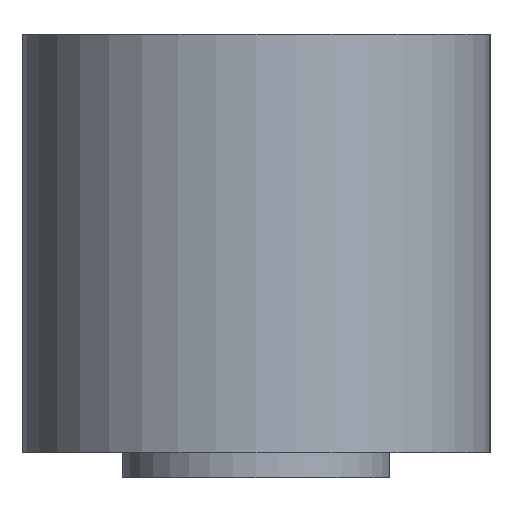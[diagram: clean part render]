
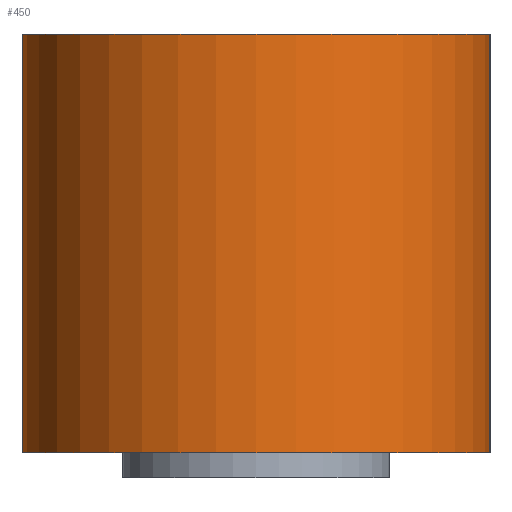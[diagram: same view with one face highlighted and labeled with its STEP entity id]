
A CAD part, left-side view. The second image highlights one B-rep face of the part: STEP entity #450.
In plain terms, the highlighted cylindrical face has radius 14 mm (diameter 28 mm), a partial arc.
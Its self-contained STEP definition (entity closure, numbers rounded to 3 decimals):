
#330=CARTESIAN_POINT('',(6.305,12.5,0.0));
#331=VERTEX_POINT('',#330);
#338=CARTESIAN_POINT('',(6.305,12.5,25.0));
#339=VERTEX_POINT('',#338);
#340=CARTESIAN_POINT('',(6.305,12.5,0.0));
#341=DIRECTION('',(0.0,0.0,1.0));
#342=VECTOR('',#341,25.0);
#343=LINE('',#340,#342);
#344=EDGE_CURVE('',#331,#339,#343,.T.);
#401=CARTESIAN_POINT('',(6.305,-12.5,0.0));
#402=VERTEX_POINT('',#401);
#410=CARTESIAN_POINT('',(6.305,-12.5,25.0));
#411=VERTEX_POINT('',#410);
#418=CARTESIAN_POINT('',(6.305,-12.5,0.0));
#419=DIRECTION('',(0.0,0.0,1.0));
#420=VECTOR('',#419,25.0);
#421=LINE('',#418,#420);
#422=EDGE_CURVE('',#402,#411,#421,.T.);
#427=CARTESIAN_POINT('',(0.0,0.0,0.0));
#428=DIRECTION('',(0.0,0.0,1.0));
#429=DIRECTION('',(0.45,0.893,0.0));
#430=AXIS2_PLACEMENT_3D('',#427,#428,#429);
#431=CYLINDRICAL_SURFACE('',#430,14.);
#432=CARTESIAN_POINT('',(0.0,0.0,0.0));
#433=DIRECTION('',(0.0,0.0,1.0));
#434=DIRECTION('',(0.45,0.893,0.0));
#435=AXIS2_PLACEMENT_3D('',#432,#433,#434);
#436=CIRCLE('',#435,14.);
#437=EDGE_CURVE('',#331,#402,#436,.T.);
#438=ORIENTED_EDGE('',*,*,#437,.T.);
#439=ORIENTED_EDGE('',*,*,#422,.T.);
#440=CARTESIAN_POINT('',(0.0,0.0,25.0));
#441=DIRECTION('',(0.0,0.0,1.0));
#442=DIRECTION('',(0.45,0.893,0.0));
#443=AXIS2_PLACEMENT_3D('',#440,#441,#442);
#444=CIRCLE('',#443,14.);
#445=EDGE_CURVE('',#339,#411,#444,.T.);
#446=ORIENTED_EDGE('',*,*,#445,.F.);
#447=ORIENTED_EDGE('',*,*,#344,.F.);
#448=EDGE_LOOP('',(#438,#439,#446,#447));
#449=FACE_OUTER_BOUND('',#448,.T.);
#450=ADVANCED_FACE('',(#449),#431,.T.);
